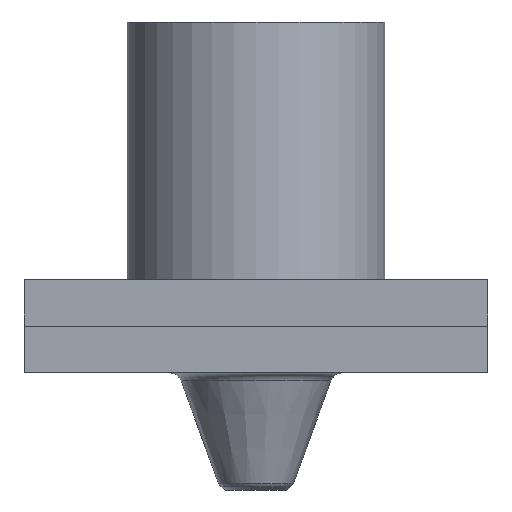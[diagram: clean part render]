
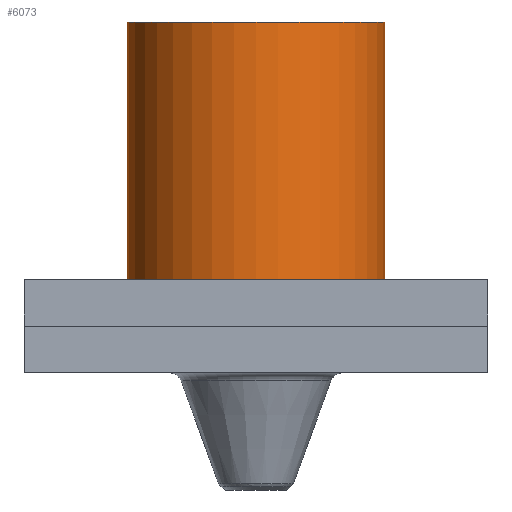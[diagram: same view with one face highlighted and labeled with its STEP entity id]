
A CAD part, front view. The second image highlights one B-rep face of the part: STEP entity #6073.
In plain terms, the highlighted cylindrical face has radius 55 mm (diameter 110 mm), a full revolution.
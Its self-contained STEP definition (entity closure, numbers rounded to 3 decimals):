
#6073 = ADVANCED_FACE('',(#6074),#6087,.T.);
#6074 = FACE_BOUND('',#6075,.T.);
#6075 = EDGE_LOOP('',(#6076,#6110,#6133,#6160));
#6076 = ORIENTED_EDGE('',*,*,#6077,.F.);
#6077 = EDGE_CURVE('',#6078,#6078,#6080,.T.);
#6078 = VERTEX_POINT('',#6079);
#6079 = CARTESIAN_POINT('',(55.,0.,150.));
#6080 = SURFACE_CURVE('',#6081,(#6086,#6098),.PCURVE_S1.);
#6081 = CIRCLE('',#6082,55.);
#6082 = AXIS2_PLACEMENT_3D('',#6083,#6084,#6085);
#6083 = CARTESIAN_POINT('',(0.,0.,150.));
#6084 = DIRECTION('',(0.,0.,1.));
#6085 = DIRECTION('',(1.,0.,0.));
#6086 = PCURVE('',#6087,#6092);
#6087 = CYLINDRICAL_SURFACE('',#6088,55.);
#6088 = AXIS2_PLACEMENT_3D('',#6089,#6090,#6091);
#6089 = CARTESIAN_POINT('',(0.,0.,0.));
#6090 = DIRECTION('',(0.,0.,1.));
#6091 = DIRECTION('',(1.,0.,0.));
#6092 = DEFINITIONAL_REPRESENTATION('',(#6093),#6097);
#6093 = LINE('',#6094,#6095);
#6094 = CARTESIAN_POINT('',(0.,150.));
#6095 = VECTOR('',#6096,1.);
#6096 = DIRECTION('',(1.,0.));
#6097 = ( GEOMETRIC_REPRESENTATION_CONTEXT(2) 
PARAMETRIC_REPRESENTATION_CONTEXT() REPRESENTATION_CONTEXT('2D SPACE',''
  ) );
#6098 = PCURVE('',#6099,#6104);
#6099 = PLANE('',#6100);
#6100 = AXIS2_PLACEMENT_3D('',#6101,#6102,#6103);
#6101 = CARTESIAN_POINT('',(0.,0.,150.));
#6102 = DIRECTION('',(0.,0.,1.));
#6103 = DIRECTION('',(1.,0.,0.));
#6104 = DEFINITIONAL_REPRESENTATION('',(#6105),#6109);
#6105 = CIRCLE('',#6106,55.);
#6106 = AXIS2_PLACEMENT_2D('',#6107,#6108);
#6107 = CARTESIAN_POINT('',(0.,0.));
#6108 = DIRECTION('',(1.,0.));
#6109 = ( GEOMETRIC_REPRESENTATION_CONTEXT(2) 
PARAMETRIC_REPRESENTATION_CONTEXT() REPRESENTATION_CONTEXT('2D SPACE',''
  ) );
#6110 = ORIENTED_EDGE('',*,*,#6111,.F.);
#6111 = EDGE_CURVE('',#6112,#6078,#6114,.T.);
#6112 = VERTEX_POINT('',#6113);
#6113 = CARTESIAN_POINT('',(55.,0.,0.));
#6114 = SEAM_CURVE('',#6115,(#6119,#6126),.PCURVE_S1.);
#6115 = LINE('',#6116,#6117);
#6116 = CARTESIAN_POINT('',(55.,0.,0.));
#6117 = VECTOR('',#6118,1.);
#6118 = DIRECTION('',(0.,0.,1.));
#6119 = PCURVE('',#6087,#6120);
#6120 = DEFINITIONAL_REPRESENTATION('',(#6121),#6125);
#6121 = LINE('',#6122,#6123);
#6122 = CARTESIAN_POINT('',(6.283,-0.));
#6123 = VECTOR('',#6124,1.);
#6124 = DIRECTION('',(0.,1.));
#6125 = ( GEOMETRIC_REPRESENTATION_CONTEXT(2) 
PARAMETRIC_REPRESENTATION_CONTEXT() REPRESENTATION_CONTEXT('2D SPACE',''
  ) );
#6126 = PCURVE('',#6087,#6127);
#6127 = DEFINITIONAL_REPRESENTATION('',(#6128),#6132);
#6128 = LINE('',#6129,#6130);
#6129 = CARTESIAN_POINT('',(0.,-0.));
#6130 = VECTOR('',#6131,1.);
#6131 = DIRECTION('',(0.,1.));
#6132 = ( GEOMETRIC_REPRESENTATION_CONTEXT(2) 
PARAMETRIC_REPRESENTATION_CONTEXT() REPRESENTATION_CONTEXT('2D SPACE',''
  ) );
#6133 = ORIENTED_EDGE('',*,*,#6134,.T.);
#6134 = EDGE_CURVE('',#6112,#6112,#6135,.T.);
#6135 = SURFACE_CURVE('',#6136,(#6141,#6148),.PCURVE_S1.);
#6136 = CIRCLE('',#6137,55.);
#6137 = AXIS2_PLACEMENT_3D('',#6138,#6139,#6140);
#6138 = CARTESIAN_POINT('',(0.,0.,0.));
#6139 = DIRECTION('',(0.,0.,1.));
#6140 = DIRECTION('',(1.,0.,0.));
#6141 = PCURVE('',#6087,#6142);
#6142 = DEFINITIONAL_REPRESENTATION('',(#6143),#6147);
#6143 = LINE('',#6144,#6145);
#6144 = CARTESIAN_POINT('',(0.,0.));
#6145 = VECTOR('',#6146,1.);
#6146 = DIRECTION('',(1.,0.));
#6147 = ( GEOMETRIC_REPRESENTATION_CONTEXT(2) 
PARAMETRIC_REPRESENTATION_CONTEXT() REPRESENTATION_CONTEXT('2D SPACE',''
  ) );
#6148 = PCURVE('',#6149,#6154);
#6149 = PLANE('',#6150);
#6150 = AXIS2_PLACEMENT_3D('',#6151,#6152,#6153);
#6151 = CARTESIAN_POINT('',(0.,0.,0.));
#6152 = DIRECTION('',(0.,0.,1.));
#6153 = DIRECTION('',(1.,0.,0.));
#6154 = DEFINITIONAL_REPRESENTATION('',(#6155),#6159);
#6155 = CIRCLE('',#6156,55.);
#6156 = AXIS2_PLACEMENT_2D('',#6157,#6158);
#6157 = CARTESIAN_POINT('',(0.,0.));
#6158 = DIRECTION('',(1.,0.));
#6159 = ( GEOMETRIC_REPRESENTATION_CONTEXT(2) 
PARAMETRIC_REPRESENTATION_CONTEXT() REPRESENTATION_CONTEXT('2D SPACE',''
  ) );
#6160 = ORIENTED_EDGE('',*,*,#6111,.T.);
